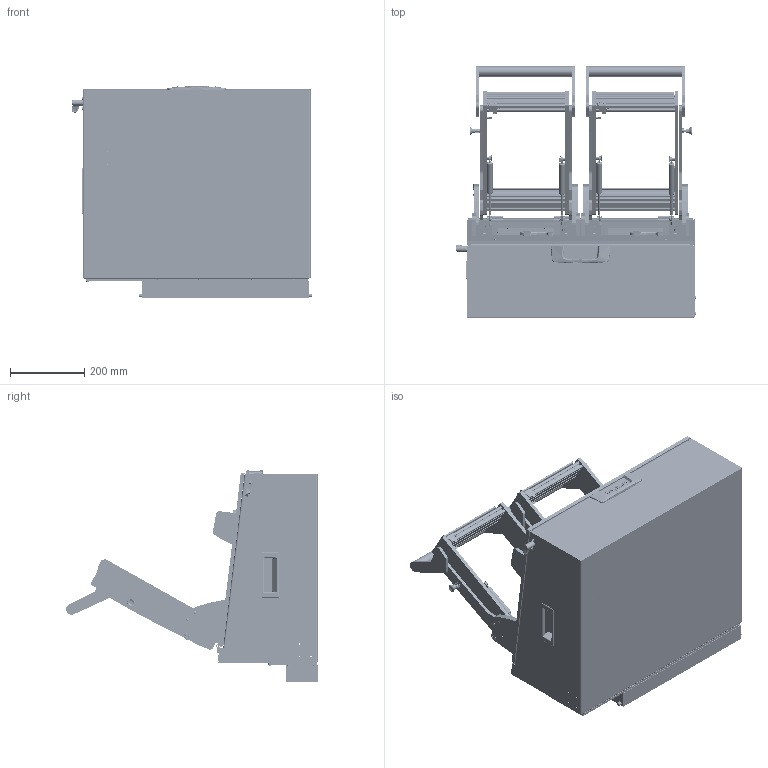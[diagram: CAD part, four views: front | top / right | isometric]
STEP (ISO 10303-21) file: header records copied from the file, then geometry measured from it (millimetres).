
FILE_DESCRIPTION (( 'STEP AP214' ), '1' );
FILE_NAME ('INGUN_46770_open.STEP', '2021-03-03T07:28:16', ( '' ), ( '' ), 'SwSTEP 2.0', 'SolidWorks 2018', '' );
FILE_SCHEMA (( 'AUTOMOTIVE_DESIGN' ));
Length unit declared in the file: millimetre
Products named in the file (109): 31109~0; 55712~0_KUNDE<S>; 53837~3_KUNDE<S>; ISO7380~n_M05,0x030; 39891~3_KUNDE<S>; 35649~1_S; ASR~-a-s-r_拱04,2x07x拌8; DIN912~n_M04,0x045; 34328~1_S; 32724~1; 37189~1_S; DIN7991~n_M05,0x016; 35662~11_S; ISO7380~n_M03,0x005; 53836~2_KUNDE<S>; 53031~0_S; 109950~0_KUNDE<S>; 30758_01~0_S; 2281~0_180ø<Standard>; ISO7380~n_M04,0x012; 36176~0_S; 39945~10_S; K_02038~0; DIN6325~n_04,0m6x024; 29805~4_geschlossen<S>; 30984~0_S; 40900~6_KUNDE offen<S>; 109933~0_KUNDE<S>; 32727~9; DIN912~n_M04,0x020; 20901~0_ohne Schiebeteil<Standard>; DIN7991~n_M03,0x016 VA; 20901~0_Abstand 296<Standard>; 35150~0_S; 40571~0_mit Lehre gebohrt<S>; 110322~4_S; 2281~0; 38786~1; 30112~0; 22745~1_S ...
Assembly tree (319 placements, depth 6):
  INGUN_46770_open
    36666~3_KUNDE offen ohne RW u GF<S>
      32730~5_ohne RW und GF<S>
        32727~9
        30758~0_S  x2
          30758_01~0_S
          30758_02~0_S
        20902~0
        DIN985-A2~n_M05,0  x3
        DIN7991~n_M05,0x012  x2
        32462~0_S
        DIN7991~n_M05,0x016
        8804~0
        DIN125~n_05,3 M05,0 Fase  x2
        20901~0_Abstand 296<Standard>
          20901~0_ohne Schiebeteil<Standard>
          20901_01~0
        53032~0_S
        32171~0_S
        29805~4_geschlossen<S>
          110322~4_S
          110705~1_S
          30984~0_S
          110231~1_S
          110443~0_S
          30112~0
          ISO7380~n_M05,0x030
          ISO7380~n_M04,0x008  x2
          DIN914~n_M04,0x05
        ISO7380~n_M04,0x012  x3
        35334~0_S
      40900~6_KUNDE offen<S>
        109779~0_offen<S>
          39945~10_S
          2281~0_180ø<Standard>  x3
            2281~0
          37188~1_S  x3
          53031~0_S
          DIN7991~n_M05,0x016  x20
          DIN7991~n_M05,0x020  x12
          DIN125~n_05,3 M05,0 Fase  x8
          DIN985-A2~n_M05,0  x8
          DIN6325~n_04,0m6x024  x2
          DIN6325~n_04,0m6x016  x4
          DIN7991~n_M03,0x016 VA  x4
          DIN912~n_M04,0x012  x2
          DIN6325~n_02,0m6x020  x2
          DIN6325~n_03,0m6x010  x8
          ISO7380~n_M05,0x008  x4
          36175~4_S  x2
          35662~11_S  x2
          35663~9_S  x2
          35649~1_S  x2
          37189~1_S  x2
          31253~0_S  x2
          30955~0_S  x2
          30915~0  x2
          ASR~-a-s-r_拱04,2x07x拌8  x4
          2528~0  x4
          31109~0  x2
Bounding box: 649.49 x 680.03 x 572.35 mm (x, y, z)
Volume: 8479576.3 mm3; surface area: 4408646.5 mm2
Topology: 371 solids, 379 shells, 10005 faces, 25078 edges, 15977 vertices
Faces by surface type: cylinder 4213, plane 3629, cone 1431, bspline 422, sphere 156, torus 154
Entity records: 155941 total; most frequent: CARTESIAN_POINT 39905, DIRECTION 23344, ORIENTED_EDGE 21766, EDGE_CURVE 10883, AXIS2_PLACEMENT_3D 8808, VERTEX_POINT 7036, VECTOR 5728, LINE 5728
